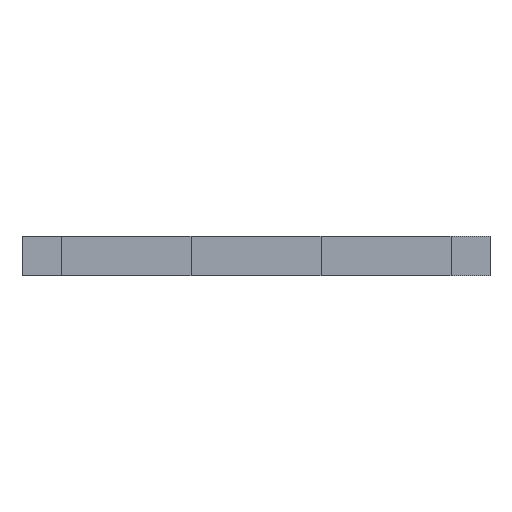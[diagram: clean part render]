
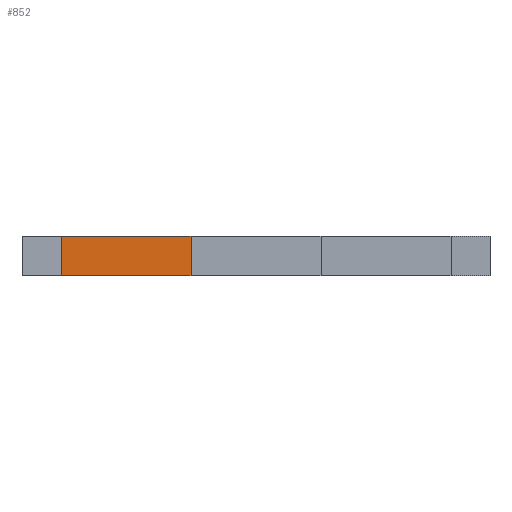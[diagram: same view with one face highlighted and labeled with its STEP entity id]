
A CAD part, left-side view. The second image highlights one B-rep face of the part: STEP entity #852.
In plain terms, the highlighted planar face has unit normal (-1, 0, 0).
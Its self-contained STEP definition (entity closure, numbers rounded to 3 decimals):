
#796=CARTESIAN_POINT('',(0.,20.,3.0));
#797=VERTEX_POINT('',#796);
#804=CARTESIAN_POINT('',(0.,20.,0.0));
#805=VERTEX_POINT('',#804);
#806=CARTESIAN_POINT('',(0.,20.,0.0));
#807=DIRECTION('',(0.0,0.0,1.0));
#808=VECTOR('',#807,3.0);
#809=LINE('',#806,#808);
#810=EDGE_CURVE('',#805,#797,#809,.T.);
#822=CARTESIAN_POINT('',(0.,20.,0.0));
#823=DIRECTION('',(-1.0,0.0,0.0));
#824=DIRECTION('',(0.0,0.0,1.0));
#825=AXIS2_PLACEMENT_3D('',#822,#823,#824);
#826=PLANE('',#825);
#827=CARTESIAN_POINT('',(0.,30.0,3.0));
#828=VERTEX_POINT('',#827);
#829=CARTESIAN_POINT('',(0.,20.,3.0));
#830=DIRECTION('',(0.0,1.0,0.0));
#831=VECTOR('',#830,10.);
#832=LINE('',#829,#831);
#833=EDGE_CURVE('',#797,#828,#832,.T.);
#834=ORIENTED_EDGE('',*,*,#833,.T.);
#835=CARTESIAN_POINT('',(0.,30.0,0.0));
#836=VERTEX_POINT('',#835);
#837=CARTESIAN_POINT('',(0.,30.0,0.0));
#838=DIRECTION('',(0.0,0.0,1.0));
#839=VECTOR('',#838,3.0);
#840=LINE('',#837,#839);
#841=EDGE_CURVE('',#836,#828,#840,.T.);
#842=ORIENTED_EDGE('',*,*,#841,.F.);
#843=CARTESIAN_POINT('',(0.,20.,0.0));
#844=DIRECTION('',(0.0,1.0,0.0));
#845=VECTOR('',#844,10.);
#846=LINE('',#843,#845);
#847=EDGE_CURVE('',#805,#836,#846,.T.);
#848=ORIENTED_EDGE('',*,*,#847,.F.);
#849=ORIENTED_EDGE('',*,*,#810,.T.);
#850=EDGE_LOOP('',(#834,#842,#848,#849));
#851=FACE_OUTER_BOUND('',#850,.T.);
#852=ADVANCED_FACE('',(#851),#826,.T.);
